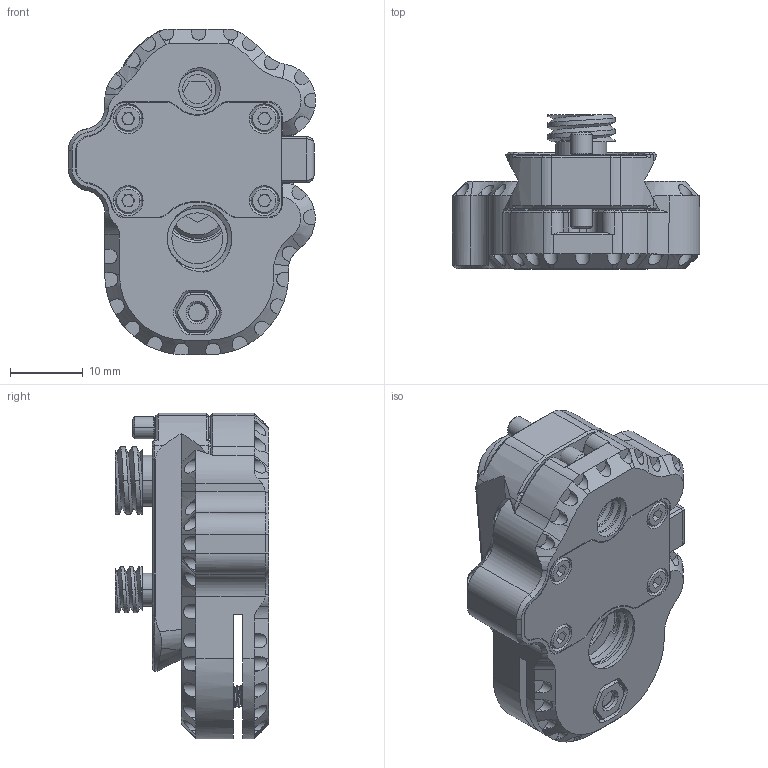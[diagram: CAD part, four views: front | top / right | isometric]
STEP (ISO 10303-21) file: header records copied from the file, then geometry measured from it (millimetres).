
FILE_DESCRIPTION(/* description */ (''),/* implementation_level */ '2;1');
FILE_NAME(/* name */ 'V1 4-22.stp',/* time_stamp */ '2022-04-22T10:34:56+08:00',/* author */ (''),/* organization */ (''),/* preprocessor_version */ 'ST-DEVELOPER v16.7',/* originating_system */ 'SIEMENS PLM Software NX 12.0',/* authorisation */ '');
FILE_SCHEMA (('AUTOMOTIVE_DESIGN { 1 0 10303 214 3 1 1 1 }'));
Products named in the file (1): AdmiD2FCA140pytn
Bounding box: 33.94 x 21.11 x 44.72 mm (x, y, z)
Volume: 12916.3 mm3; surface area: 11904.2 mm2
Topology: 15 solids, 15 shells, 1234 faces, 3419 edges, 2241 vertices
Faces by surface type: plane 470, cylinder 452, cone 204, bspline 99, extrusion 6, torus 3
Entity records: 76610 total; most frequent: CARTESIAN_POINT 46054, ORIENTED_EDGE 6838, DIRECTION 5774, EDGE_CURVE 3419, VERTEX_POINT 2240, AXIS2_PLACEMENT_3D 2134, VECTOR 1506, LINE 1500
